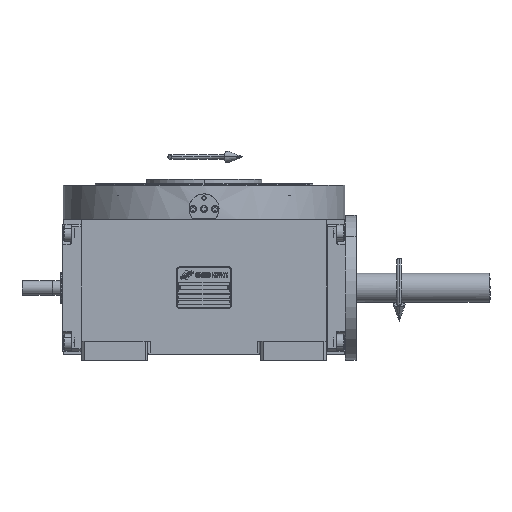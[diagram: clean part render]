
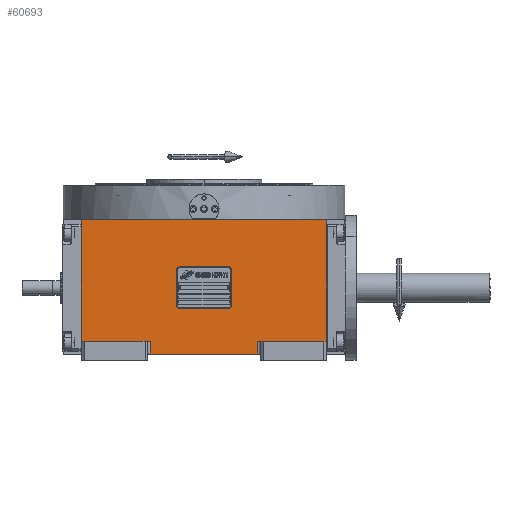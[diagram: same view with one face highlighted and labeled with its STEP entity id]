
A CAD part, top view. The second image highlights one B-rep face of the part: STEP entity #60693.
In plain terms, the highlighted planar face has unit normal (0, 0, 1).
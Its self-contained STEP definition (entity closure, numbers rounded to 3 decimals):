
#1151 = ORIENTED_EDGE ( 'NONE', *, *, #59175, .T. ) ;
#1720 = DIRECTION ( 'NONE',  ( 1., 0., 0. ) ) ;
#3310 = CARTESIAN_POINT ( 'NONE',  ( -59., -73., 226. ) ) ;
#3632 = VECTOR ( 'NONE', #1720, 1000. ) ;
#3826 = CARTESIAN_POINT ( 'NONE',  ( -59., -59., 226. ) ) ;
#4682 = LINE ( 'NONE', #34159, #56181 ) ;
#4725 = CARTESIAN_POINT ( 'NONE',  ( -135., -73., 226. ) ) ;
#5777 = FACE_OUTER_BOUND ( 'NONE', #54780, .T. ) ;
#6329 = VERTEX_POINT ( 'NONE', #3826 ) ;
#7921 = VECTOR ( 'NONE', #54651, 1000. ) ;
#9252 = DIRECTION ( 'NONE',  ( 1., 0., 0. ) ) ;
#10054 = ORIENTED_EDGE ( 'NONE', *, *, #38249, .F. ) ;
#10213 = VERTEX_POINT ( 'NONE', #11614 ) ;
#10342 = CARTESIAN_POINT ( 'NONE',  ( -135., -59., 226. ) ) ;
#10432 = CARTESIAN_POINT ( 'NONE',  ( -135., -59., 226. ) ) ;
#11614 = CARTESIAN_POINT ( 'NONE',  ( 135., 75., 226. ) ) ;
#12717 = EDGE_CURVE ( 'NONE', #62572, #10213, #4682, .T. ) ;
#14254 = LINE ( 'NONE', #36377, #60920 ) ;
#17452 = VECTOR ( 'NONE', #66995, 1000. ) ;
#20033 = DIRECTION ( 'NONE',  ( 1., 0., 0. ) ) ;
#21107 = DIRECTION ( 'NONE',  ( 1., 0., 0. ) ) ;
#21929 = AXIS2_PLACEMENT_3D ( 'NONE', #4725, #37879, #21107 ) ;
#22025 = VERTEX_POINT ( 'NONE', #10342 ) ;
#22858 = VERTEX_POINT ( 'NONE', #54031 ) ;
#23763 = CARTESIAN_POINT ( 'NONE',  ( -135., 75., 226. ) ) ;
#26373 = VERTEX_POINT ( 'NONE', #23763 ) ;
#28858 = ORIENTED_EDGE ( 'NONE', *, *, #64090, .F. ) ;
#29292 = ORIENTED_EDGE ( 'NONE', *, *, #30632, .F. ) ;
#30294 = LINE ( 'NONE', #53724, #61993 ) ;
#30632 = EDGE_CURVE ( 'NONE', #22025, #26373, #32541, .T. ) ;
#31093 = LINE ( 'NONE', #3310, #69617 ) ;
#32541 = LINE ( 'NONE', #10432, #7921 ) ;
#33111 = CARTESIAN_POINT ( 'NONE',  ( 59., -59., 226. ) ) ;
#33834 = LINE ( 'NONE', #50572, #43883 ) ;
#34159 = CARTESIAN_POINT ( 'NONE',  ( 135., -59., 226. ) ) ;
#34618 = ORIENTED_EDGE ( 'NONE', *, *, #59946, .T. ) ;
#36377 = CARTESIAN_POINT ( 'NONE',  ( -135., 75., 226. ) ) ;
#36626 = EDGE_CURVE ( 'NONE', #22025, #6329, #38508, .T. ) ;
#37879 = DIRECTION ( 'NONE',  ( 0., 0., 1. ) ) ;
#38249 = EDGE_CURVE ( 'NONE', #26373, #10213, #14254, .T. ) ;
#38508 = LINE ( 'NONE', #45240, #17452 ) ;
#39856 = LINE ( 'NONE', #33111, #3632 ) ;
#40992 = CARTESIAN_POINT ( 'NONE',  ( 135., -59., 226. ) ) ;
#41286 = CARTESIAN_POINT ( 'NONE',  ( 59., -73., 226. ) ) ;
#42810 = DIRECTION ( 'NONE',  ( 0., 1., 0. ) ) ;
#43883 = VECTOR ( 'NONE', #45216, 1000. ) ;
#45216 = DIRECTION ( 'NONE',  ( 0., -1., 0. ) ) ;
#45240 = CARTESIAN_POINT ( 'NONE',  ( -135., -59., 226. ) ) ;
#46163 = CARTESIAN_POINT ( 'NONE',  ( -59., -73., 226. ) ) ;
#49504 = ORIENTED_EDGE ( 'NONE', *, *, #12717, .T. ) ;
#50572 = CARTESIAN_POINT ( 'NONE',  ( 59., -59., 226. ) ) ;
#53724 = CARTESIAN_POINT ( 'NONE',  ( -59., -73., 226. ) ) ;
#54031 = CARTESIAN_POINT ( 'NONE',  ( 59., -59., 226. ) ) ;
#54651 = DIRECTION ( 'NONE',  ( 0., 1., 0. ) ) ;
#54780 = EDGE_LOOP ( 'NONE', ( #1151, #28858, #34618, #49504, #10054, #29292, #69614, #58213 ) ) ;
#54971 = PLANE ( 'NONE',  #21929 ) ;
#56181 = VECTOR ( 'NONE', #42810, 1000. ) ;
#58213 = ORIENTED_EDGE ( 'NONE', *, *, #62459, .F. ) ;
#59175 = EDGE_CURVE ( 'NONE', #62796, #65590, #31093, .T. ) ;
#59430 = DIRECTION ( 'NONE',  ( 0., 1., 0. ) ) ;
#59946 = EDGE_CURVE ( 'NONE', #22858, #62572, #39856, .T. ) ;
#60693 = ADVANCED_FACE ( 'NONE', ( #5777 ), #54971, .T. ) ;
#60920 = VECTOR ( 'NONE', #9252, 1000. ) ;
#61993 = VECTOR ( 'NONE', #59430, 1000. ) ;
#62459 = EDGE_CURVE ( 'NONE', #62796, #6329, #30294, .T. ) ;
#62572 = VERTEX_POINT ( 'NONE', #40992 ) ;
#62796 = VERTEX_POINT ( 'NONE', #46163 ) ;
#64090 = EDGE_CURVE ( 'NONE', #22858, #65590, #33834, .T. ) ;
#65590 = VERTEX_POINT ( 'NONE', #41286 ) ;
#66995 = DIRECTION ( 'NONE',  ( 1., 0., 0. ) ) ;
#69614 = ORIENTED_EDGE ( 'NONE', *, *, #36626, .T. ) ;
#69617 = VECTOR ( 'NONE', #20033, 1000. ) ;
